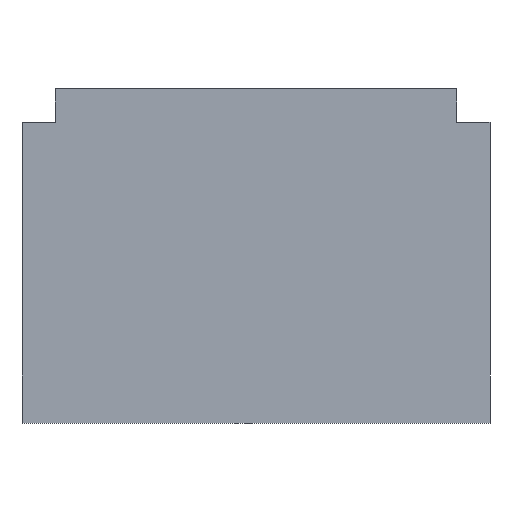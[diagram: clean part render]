
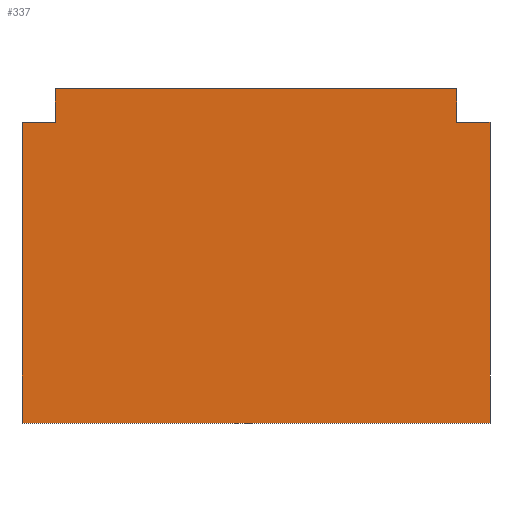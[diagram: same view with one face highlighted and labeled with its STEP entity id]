
A CAD part, left-side view. The second image highlights one B-rep face of the part: STEP entity #337.
In plain terms, the highlighted planar face has unit normal (-1, 0, 0).
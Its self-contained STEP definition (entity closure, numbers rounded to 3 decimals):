
#20=LINE('',#460,#40);
#23=LINE('',#473,#43);
#26=LINE('',#479,#46);
#29=LINE('',#490,#49);
#32=LINE('',#496,#52);
#33=LINE('',#498,#53);
#36=LINE('',#504,#56);
#37=LINE('',#505,#57);
#40=VECTOR('',#387,1000.);
#43=VECTOR('',#398,1000.);
#46=VECTOR('',#403,1000.);
#49=VECTOR('',#414,1000.);
#52=VECTOR('',#419,1000.);
#53=VECTOR('',#422,1000.);
#56=VECTOR('',#427,1000.);
#57=VECTOR('',#428,1000.);
#64=PLANE('',#365);
#121=ORIENTED_EDGE('',*,*,#157,.T.);
#122=ORIENTED_EDGE('',*,*,#169,.F.);
#123=ORIENTED_EDGE('',*,*,#173,.F.);
#124=ORIENTED_EDGE('',*,*,#170,.T.);
#125=ORIENTED_EDGE('',*,*,#166,.F.);
#126=ORIENTED_EDGE('',*,*,#160,.F.);
#127=ORIENTED_EDGE('',*,*,#174,.T.);
#128=ORIENTED_EDGE('',*,*,#151,.F.);
#151=EDGE_CURVE('',#183,#184,#20,.T.);
#157=EDGE_CURVE('',#183,#188,#23,.T.);
#160=EDGE_CURVE('',#190,#191,#26,.T.);
#166=EDGE_CURVE('',#191,#193,#29,.T.);
#169=EDGE_CURVE('',#196,#188,#32,.T.);
#170=EDGE_CURVE('',#197,#193,#33,.T.);
#173=EDGE_CURVE('',#197,#196,#36,.T.);
#174=EDGE_CURVE('',#190,#184,#37,.T.);
#183=VERTEX_POINT('',#461);
#184=VERTEX_POINT('',#462);
#188=VERTEX_POINT('',#472);
#190=VERTEX_POINT('',#478);
#191=VERTEX_POINT('',#480);
#193=VERTEX_POINT('',#486);
#196=VERTEX_POINT('',#495);
#197=VERTEX_POINT('',#499);
#213=EDGE_LOOP('',(#121,#122,#123,#124,#125,#126,#127,#128));
#229=FACE_BOUND('',#213,.T.);
#337=ADVANCED_FACE('',(#229),#64,.T.);
#365=AXIS2_PLACEMENT_3D('',#503,#425,#426);
#387=DIRECTION('',(0.,0.,1.));
#398=DIRECTION('',(0.,1.,0.));
#403=DIRECTION('',(0.,0.,-1.));
#414=DIRECTION('',(0.,-1.,0.));
#419=DIRECTION('',(0.,0.,1.));
#422=DIRECTION('',(0.,0.,1.));
#425=DIRECTION('',(-1.,0.,0.));
#426=DIRECTION('',(0.,0.,1.));
#427=DIRECTION('',(0.,1.,0.));
#428=DIRECTION('',(0.,1.,0.));
#460=CARTESIAN_POINT('',(-2.5,3.,4.501));
#461=CARTESIAN_POINT('',(-2.5,3.,4.501));
#462=CARTESIAN_POINT('',(-2.5,3.,5.));
#472=CARTESIAN_POINT('',(-2.5,3.5,4.501));
#473=CARTESIAN_POINT('',(-2.5,3.,4.501));
#478=CARTESIAN_POINT('',(-2.5,-3.,5.));
#479=CARTESIAN_POINT('',(-2.5,-3.,5.));
#480=CARTESIAN_POINT('',(-2.5,-3.,4.501));
#486=CARTESIAN_POINT('',(-2.5,-3.5,4.501));
#490=CARTESIAN_POINT('',(-2.5,-3.,4.501));
#495=CARTESIAN_POINT('',(-2.5,3.5,0.));
#496=CARTESIAN_POINT('',(-2.5,3.5,0.));
#498=CARTESIAN_POINT('',(-2.5,-3.5,0.));
#499=CARTESIAN_POINT('',(-2.5,-3.5,0.));
#503=CARTESIAN_POINT('',(-2.5,-3.5,0.));
#504=CARTESIAN_POINT('',(-2.5,-3.5,0.));
#505=CARTESIAN_POINT('',(-2.5,-3.5,5.));
